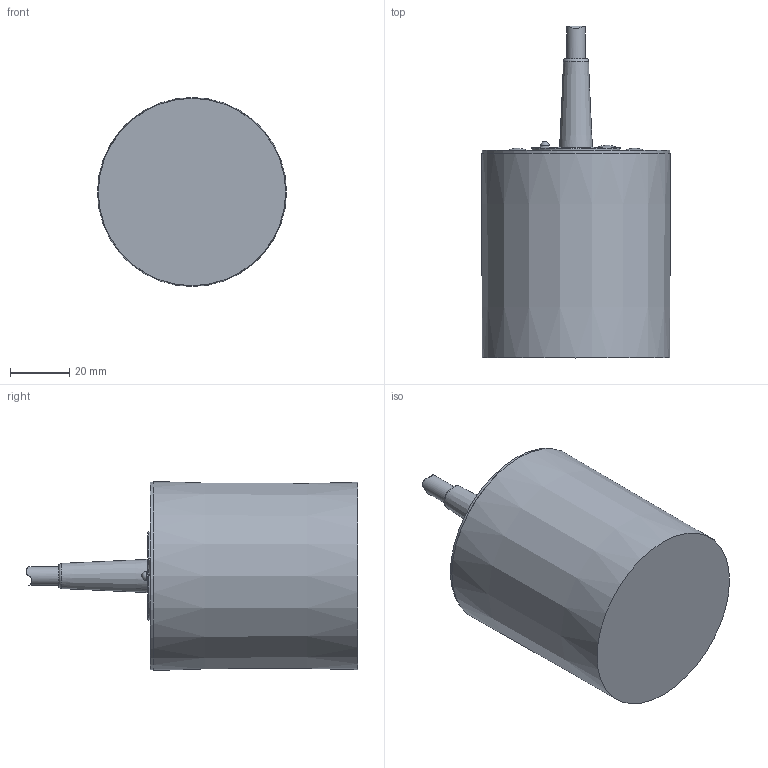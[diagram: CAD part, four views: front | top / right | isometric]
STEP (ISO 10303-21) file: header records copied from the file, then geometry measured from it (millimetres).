
FILE_DESCRIPTION(/* description */ (''),/* implementation_level */ '2;1');
FILE_NAME(/* name */ '828100_Shrinkwrap_1.stp',/* time_stamp */ '2021-10-11T09:52:38+02:00',/* author */ ('Krieger Anja'),/* organization */ (''),/* preprocessor_version */ 'ST-DEVELOPER v18.1',/* originating_system */ 'Autodesk Inventor 2021',/* authorisation */ '');
FILE_SCHEMA (('AUTOMOTIVE_DESIGN { 1 0 10303 214 3 1 1 }'));
Length unit declared in the file: millimetre
Products named in the file (1): 828100_Shrinkwrap_1
Bounding box: 63.8 x 111.98 x 63.8 mm (x, y, z)
Volume: 44901.9 mm3; surface area: 40597.1 mm2
Topology: 1 solids, 1 shells, 64 faces, 128 edges, 81 vertices
Faces by surface type: plane 24, cylinder 22, cone 8, torus 6, bspline 3, sphere 1
Full cylindrical faces by diameter (mm): 3 x2, 4 x2, 5 x2, 5.8 x1, 5.85 x2, 5.9 x2, 6.4 x2, 14 x1, 28 x2, 28.4 x2, 63.2 x1
Entity records: 1925 total; most frequent: CARTESIAN_POINT 408, DIRECTION 322, ORIENTED_EDGE 248, AXIS2_PLACEMENT_3D 140, EDGE_CURVE 124, EDGE_LOOP 83, VERTEX_POINT 81, CIRCLE 78
